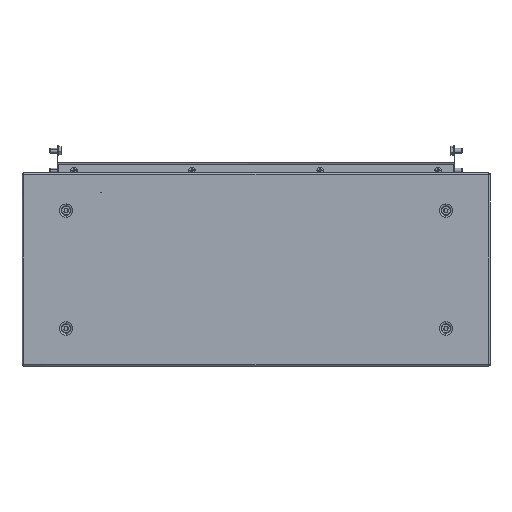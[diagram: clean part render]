
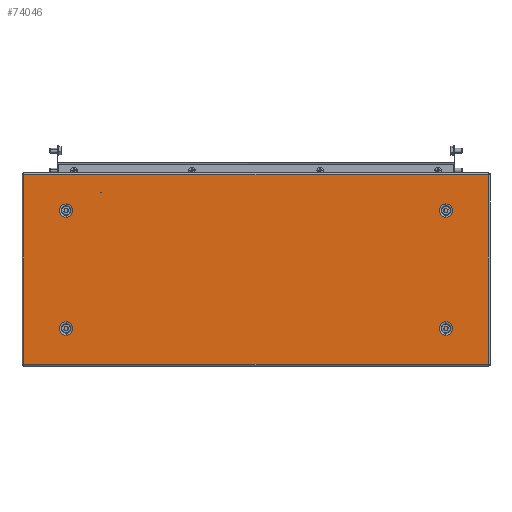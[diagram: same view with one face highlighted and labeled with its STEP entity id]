
A CAD part, top view. The second image highlights one B-rep face of the part: STEP entity #74046.
In plain terms, the highlighted planar face has unit normal (0, 0, 1).
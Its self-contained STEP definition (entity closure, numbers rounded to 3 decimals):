
#1012 = PLANE ( 'NONE',  #41464 ) ;
#1227 = LINE ( 'NONE', #22625, #32157 ) ;
#1544 = DIRECTION ( 'NONE',  ( 0., 0., 1. ) ) ;
#1693 = DIRECTION ( 'NONE',  ( 0., 1., 0. ) ) ;
#2053 = CARTESIAN_POINT ( 'NONE',  ( 295.1, -120.6, 0. ) ) ;
#3452 = ORIENTED_EDGE ( 'NONE', *, *, #57416, .F. ) ;
#4138 = VERTEX_POINT ( 'NONE', #9507 ) ;
#4893 = EDGE_CURVE ( 'NONE', #48835, #71348, #40935, .T. ) ;
#5966 = CARTESIAN_POINT ( 'NONE',  ( 241.5, -75., 0. ) ) ;
#7203 = ORIENTED_EDGE ( 'NONE', *, *, #25630, .T. ) ;
#7971 = EDGE_LOOP ( 'NONE', ( #71773, #79129 ) ) ;
#8015 = VECTOR ( 'NONE', #63786, 1000. ) ;
#8373 = ORIENTED_EDGE ( 'NONE', *, *, #69795, .T. ) ;
#8929 = CARTESIAN_POINT ( 'NONE',  ( 241.5, -66.557, 0. ) ) ;
#9507 = CARTESIAN_POINT ( 'NONE',  ( -241.5, 83.443, 0. ) ) ;
#9535 = DIRECTION ( 'NONE',  ( 0., 0., 1. ) ) ;
#9605 = CARTESIAN_POINT ( 'NONE',  ( 241.5, -75., 0. ) ) ;
#10341 = CIRCLE ( 'NONE', #52151, 8.443 ) ;
#10734 = CARTESIAN_POINT ( 'NONE',  ( 241.5, -83.443, 0. ) ) ;
#10758 = EDGE_CURVE ( 'NONE', #56518, #46150, #10341, .T. ) ;
#10796 = ORIENTED_EDGE ( 'NONE', *, *, #40731, .F. ) ;
#10915 = DIRECTION ( 'NONE',  ( 0., 1., 0. ) ) ;
#11012 = FACE_BOUND ( 'NONE', #41882, .T. ) ;
#11363 = CIRCLE ( 'NONE', #63084, 8.443 ) ;
#11992 = EDGE_LOOP ( 'NONE', ( #56455, #8373, #15670, #23298 ) ) ;
#12205 = CARTESIAN_POINT ( 'NONE',  ( 241.5, 83.443, 0. ) ) ;
#12269 = CIRCLE ( 'NONE', #79359, 8.443 ) ;
#13012 = DIRECTION ( 'NONE',  ( 0., 0., -1. ) ) ;
#14115 = CARTESIAN_POINT ( 'NONE',  ( 296.029, 120.6, 0. ) ) ;
#14642 = EDGE_CURVE ( 'NONE', #50188, #75891, #21956, .T. ) ;
#14958 = FACE_BOUND ( 'NONE', #71187, .T. ) ;
#15670 = ORIENTED_EDGE ( 'NONE', *, *, #59628, .T. ) ;
#16009 = CIRCLE ( 'NONE', #23665, 8.443 ) ;
#16480 = DIRECTION ( 'NONE',  ( 1., 0., 0. ) ) ;
#16599 = VERTEX_POINT ( 'NONE', #46441 ) ;
#18299 = DIRECTION ( 'NONE',  ( -1., 0., 0. ) ) ;
#19671 = EDGE_CURVE ( 'NONE', #45349, #26419, #35413, .T. ) ;
#21311 = CARTESIAN_POINT ( 'NONE',  ( -241.5, -83.443, 0. ) ) ;
#21956 = CIRCLE ( 'NONE', #28984, 8.443 ) ;
#22625 = CARTESIAN_POINT ( 'NONE',  ( -296.029, -120.6, 0. ) ) ;
#23298 = ORIENTED_EDGE ( 'NONE', *, *, #46598, .T. ) ;
#23665 = AXIS2_PLACEMENT_3D ( 'NONE', #73836, #61924, #10915 ) ;
#24961 = LINE ( 'NONE', #62233, #8015 ) ;
#25152 = CARTESIAN_POINT ( 'NONE',  ( -241.5, -75., 0. ) ) ;
#25630 = EDGE_CURVE ( 'NONE', #71348, #48835, #54611, .T. ) ;
#26419 = VERTEX_POINT ( 'NONE', #12205 ) ;
#27928 = FACE_BOUND ( 'NONE', #7971, .T. ) ;
#28984 = AXIS2_PLACEMENT_3D ( 'NONE', #5966, #63402, #69742 ) ;
#30173 = EDGE_CURVE ( 'NONE', #46150, #56518, #73337, .T. ) ;
#30992 = DIRECTION ( 'NONE',  ( -1., 0., 0. ) ) ;
#31211 = DIRECTION ( 'NONE',  ( 0., 1., 0. ) ) ;
#31578 = DIRECTION ( 'NONE',  ( 0., 0., 1. ) ) ;
#31657 = CARTESIAN_POINT ( 'NONE',  ( -241.5, 66.557, 0. ) ) ;
#31773 = DIRECTION ( 'NONE',  ( 0., 1., 0. ) ) ;
#32157 = VECTOR ( 'NONE', #16480, 1000. ) ;
#33094 = CARTESIAN_POINT ( 'NONE',  ( 0., 0., 0. ) ) ;
#34646 = CARTESIAN_POINT ( 'NONE',  ( 241.5, 75., 0. ) ) ;
#34703 = DIRECTION ( 'NONE',  ( 0., 1., 0. ) ) ;
#35413 = CIRCLE ( 'NONE', #42104, 8.443 ) ;
#36445 = VECTOR ( 'NONE', #63034, 1000. ) ;
#36875 = VERTEX_POINT ( 'NONE', #31657 ) ;
#37283 = AXIS2_PLACEMENT_3D ( 'NONE', #81142, #62500, #30992 ) ;
#38930 = AXIS2_PLACEMENT_3D ( 'NONE', #66395, #40004, #1693 ) ;
#40004 = DIRECTION ( 'NONE',  ( 0., 0., 1. ) ) ;
#40264 = CARTESIAN_POINT ( 'NONE',  ( -295.1, -120.6, 0. ) ) ;
#40587 = VERTEX_POINT ( 'NONE', #59435 ) ;
#40731 = EDGE_CURVE ( 'NONE', #36875, #4138, #16009, .T. ) ;
#40935 = CIRCLE ( 'NONE', #70732, 0.5 ) ;
#41464 = AXIS2_PLACEMENT_3D ( 'NONE', #33094, #1544, #45981 ) ;
#41882 = EDGE_LOOP ( 'NONE', ( #3452, #71837 ) ) ;
#42104 = AXIS2_PLACEMENT_3D ( 'NONE', #34646, #9535, #46698 ) ;
#42989 = FACE_BOUND ( 'NONE', #58846, .T. ) ;
#43589 = CARTESIAN_POINT ( 'NONE',  ( 241.5, 75., 0. ) ) ;
#44456 = VECTOR ( 'NONE', #82070, 1000. ) ;
#44980 = FACE_BOUND ( 'NONE', #46308, .T. ) ;
#45313 = CARTESIAN_POINT ( 'NONE',  ( -241.5, -66.557, 0. ) ) ;
#45349 = VERTEX_POINT ( 'NONE', #54047 ) ;
#45981 = DIRECTION ( 'NONE',  ( 1., 0., 0. ) ) ;
#46150 = VERTEX_POINT ( 'NONE', #45313 ) ;
#46308 = EDGE_LOOP ( 'NONE', ( #57349, #46925 ) ) ;
#46441 = CARTESIAN_POINT ( 'NONE',  ( -295.1, 120.6, 0. ) ) ;
#46598 = EDGE_CURVE ( 'NONE', #40587, #16599, #63360, .T. ) ;
#46698 = DIRECTION ( 'NONE',  ( 0., 1., 0. ) ) ;
#46925 = ORIENTED_EDGE ( 'NONE', *, *, #10758, .F. ) ;
#48398 = VERTEX_POINT ( 'NONE', #2053 ) ;
#48835 = VERTEX_POINT ( 'NONE', #68188 ) ;
#50188 = VERTEX_POINT ( 'NONE', #8929 ) ;
#52151 = AXIS2_PLACEMENT_3D ( 'NONE', #25152, #31578, #63101 ) ;
#52773 = ORIENTED_EDGE ( 'NONE', *, *, #4893, .T. ) ;
#53427 = EDGE_CURVE ( 'NONE', #16599, #63178, #24961, .T. ) ;
#53941 = DIRECTION ( 'NONE',  ( 0., 0., 1. ) ) ;
#54047 = CARTESIAN_POINT ( 'NONE',  ( 241.5, 66.557, 0. ) ) ;
#54611 = CIRCLE ( 'NONE', #37283, 0.5 ) ;
#56455 = ORIENTED_EDGE ( 'NONE', *, *, #53427, .T. ) ;
#56518 = VERTEX_POINT ( 'NONE', #21311 ) ;
#57349 = ORIENTED_EDGE ( 'NONE', *, *, #30173, .F. ) ;
#57416 = EDGE_CURVE ( 'NONE', #26419, #45349, #11363, .T. ) ;
#57508 = AXIS2_PLACEMENT_3D ( 'NONE', #69356, #63553, #31211 ) ;
#57653 = ORIENTED_EDGE ( 'NONE', *, *, #79943, .F. ) ;
#58846 = EDGE_LOOP ( 'NONE', ( #57653, #10796 ) ) ;
#59435 = CARTESIAN_POINT ( 'NONE',  ( 295.1, 120.6, 0. ) ) ;
#59628 = EDGE_CURVE ( 'NONE', #48398, #40587, #64377, .T. ) ;
#60389 = EDGE_CURVE ( 'NONE', #75891, #50188, #12269, .T. ) ;
#61924 = DIRECTION ( 'NONE',  ( 0., 0., 1. ) ) ;
#62233 = CARTESIAN_POINT ( 'NONE',  ( -295.1, 121.529, 0. ) ) ;
#62500 = DIRECTION ( 'NONE',  ( 0., 0., -1. ) ) ;
#63034 = DIRECTION ( 'NONE',  ( 0., 1., 0. ) ) ;
#63084 = AXIS2_PLACEMENT_3D ( 'NONE', #43589, #63569, #31773 ) ;
#63101 = DIRECTION ( 'NONE',  ( 0., 1., 0. ) ) ;
#63178 = VERTEX_POINT ( 'NONE', #40264 ) ;
#63360 = LINE ( 'NONE', #14115, #44456 ) ;
#63402 = DIRECTION ( 'NONE',  ( 0., 0., 1. ) ) ;
#63553 = DIRECTION ( 'NONE',  ( 0., 0., 1. ) ) ;
#63569 = DIRECTION ( 'NONE',  ( 0., 0., 1. ) ) ;
#63786 = DIRECTION ( 'NONE',  ( 0., -1., 0. ) ) ;
#64377 = LINE ( 'NONE', #69374, #36445 ) ;
#66013 = CIRCLE ( 'NONE', #57508, 8.443 ) ;
#66395 = CARTESIAN_POINT ( 'NONE',  ( -241.5, -75., 0. ) ) ;
#68188 = CARTESIAN_POINT ( 'NONE',  ( -198., 98., 0. ) ) ;
#69356 = CARTESIAN_POINT ( 'NONE',  ( -241.5, 75., 0. ) ) ;
#69374 = CARTESIAN_POINT ( 'NONE',  ( 295.1, -121.529, 0. ) ) ;
#69549 = CARTESIAN_POINT ( 'NONE',  ( -197.5, 98., 0. ) ) ;
#69742 = DIRECTION ( 'NONE',  ( 0., 1., 0. ) ) ;
#69795 = EDGE_CURVE ( 'NONE', #63178, #48398, #1227, .T. ) ;
#70732 = AXIS2_PLACEMENT_3D ( 'NONE', #69549, #13012, #18299 ) ;
#71187 = EDGE_LOOP ( 'NONE', ( #52773, #7203 ) ) ;
#71348 = VERTEX_POINT ( 'NONE', #77125 ) ;
#71773 = ORIENTED_EDGE ( 'NONE', *, *, #14642, .F. ) ;
#71837 = ORIENTED_EDGE ( 'NONE', *, *, #19671, .F. ) ;
#73337 = CIRCLE ( 'NONE', #38930, 8.443 ) ;
#73836 = CARTESIAN_POINT ( 'NONE',  ( -241.5, 75., 0. ) ) ;
#74046 = ADVANCED_FACE ( 'NONE', ( #14958, #27928, #44980, #11012, #42989, #76731 ), #1012, .T. ) ;
#75891 = VERTEX_POINT ( 'NONE', #10734 ) ;
#76731 = FACE_OUTER_BOUND ( 'NONE', #11992, .T. ) ;
#77125 = CARTESIAN_POINT ( 'NONE',  ( -197., 98., 0. ) ) ;
#79129 = ORIENTED_EDGE ( 'NONE', *, *, #60389, .F. ) ;
#79359 = AXIS2_PLACEMENT_3D ( 'NONE', #9605, #53941, #34703 ) ;
#79943 = EDGE_CURVE ( 'NONE', #4138, #36875, #66013, .T. ) ;
#81142 = CARTESIAN_POINT ( 'NONE',  ( -197.5, 98., 0. ) ) ;
#82070 = DIRECTION ( 'NONE',  ( -1., 0., 0. ) ) ;
